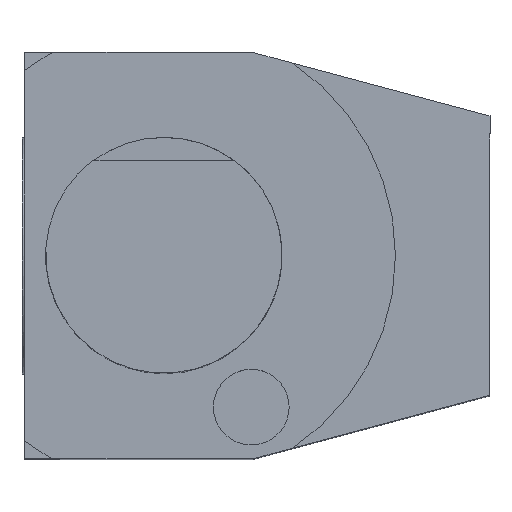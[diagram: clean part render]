
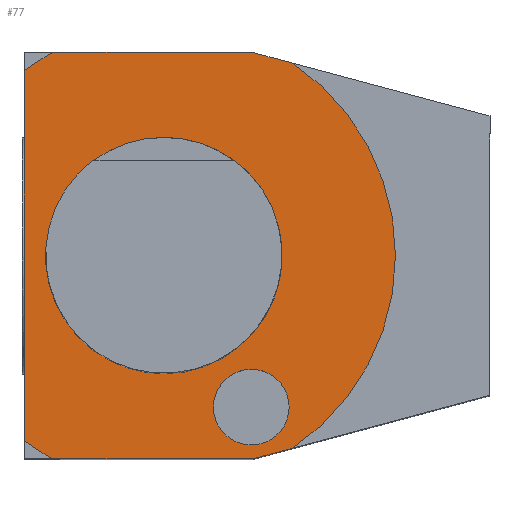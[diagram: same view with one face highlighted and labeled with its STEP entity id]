
A CAD part, top view. The second image highlights one B-rep face of the part: STEP entity #77.
In plain terms, the highlighted planar face has unit normal (0, 0, 1).
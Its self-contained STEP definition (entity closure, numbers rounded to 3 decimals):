
#77=ADVANCED_FACE('',(#246,#247,#248),#115,.F.);
#115=PLANE('',#684);
#138=LINE('',#951,#192);
#139=LINE('',#956,#193);
#140=LINE('',#960,#194);
#141=LINE('',#962,#195);
#142=LINE('',#966,#196);
#192=VECTOR('',#757,1.);
#193=VECTOR('',#760,1.);
#194=VECTOR('',#763,1.);
#195=VECTOR('',#764,1.);
#196=VECTOR('',#767,1.);
#246=FACE_BOUND('',#265,.T.);
#247=FACE_BOUND('',#266,.T.);
#248=FACE_BOUND('',#267,.T.);
#265=EDGE_LOOP('',(#313));
#266=EDGE_LOOP('',(#314,#315,#316,#317,#318,#319,#320,#321));
#267=EDGE_LOOP('',(#322));
#313=ORIENTED_EDGE('',*,*,#542,.T.);
#314=ORIENTED_EDGE('',*,*,#543,.T.);
#315=ORIENTED_EDGE('',*,*,#544,.F.);
#316=ORIENTED_EDGE('',*,*,#545,.T.);
#317=ORIENTED_EDGE('',*,*,#546,.F.);
#318=ORIENTED_EDGE('',*,*,#547,.T.);
#319=ORIENTED_EDGE('',*,*,#548,.T.);
#320=ORIENTED_EDGE('',*,*,#549,.F.);
#321=ORIENTED_EDGE('',*,*,#550,.T.);
#322=ORIENTED_EDGE('',*,*,#551,.F.);
#483=VERTEX_POINT('',#950);
#484=VERTEX_POINT('',#952);
#485=VERTEX_POINT('',#953);
#486=VERTEX_POINT('',#955);
#487=VERTEX_POINT('',#957);
#488=VERTEX_POINT('',#959);
#489=VERTEX_POINT('',#961);
#490=VERTEX_POINT('',#963);
#491=VERTEX_POINT('',#965);
#492=VERTEX_POINT('',#968);
#542=EDGE_CURVE('',#483,#483,#627,.T.);
#543=EDGE_CURVE('',#484,#485,#138,.T.);
#544=EDGE_CURVE('',#486,#485,#628,.T.);
#545=EDGE_CURVE('',#486,#487,#139,.T.);
#546=EDGE_CURVE('',#488,#487,#629,.T.);
#547=EDGE_CURVE('',#488,#489,#140,.T.);
#548=EDGE_CURVE('',#489,#490,#141,.T.);
#549=EDGE_CURVE('',#491,#490,#630,.T.);
#550=EDGE_CURVE('',#491,#484,#142,.T.);
#551=EDGE_CURVE('',#492,#492,#631,.T.);
#627=CIRCLE('',#679,24.996);
#628=CIRCLE('',#680,49.);
#629=CIRCLE('',#681,49.);
#630=CIRCLE('',#682,49.);
#631=CIRCLE('',#683,8.007);
#679=AXIS2_PLACEMENT_3D('',#949,#755,#756);
#680=AXIS2_PLACEMENT_3D('',#954,#758,#759);
#681=AXIS2_PLACEMENT_3D('',#958,#761,#762);
#682=AXIS2_PLACEMENT_3D('',#964,#765,#766);
#683=AXIS2_PLACEMENT_3D('',#967,#768,#769);
#684=AXIS2_PLACEMENT_3D('',#969,#770,#771);
#755=DIRECTION('',(0.,0.,-1.));
#756=DIRECTION('',(0.,-1.,0.));
#757=DIRECTION('',(-1.,0.,0.));
#758=DIRECTION('',(0.,0.,-1.));
#759=DIRECTION('',(0.,1.,0.));
#760=DIRECTION('',(0.,-1.,0.));
#761=DIRECTION('',(0.,0.,-1.));
#762=DIRECTION('',(0.,1.,0.));
#763=DIRECTION('',(1.,0.,0.));
#764=DIRECTION('',(0.966,0.259,0.));
#765=DIRECTION('',(0.,0.,-1.));
#766=DIRECTION('',(0.,1.,0.));
#767=DIRECTION('',(-0.966,0.259,0.));
#768=DIRECTION('',(0.,0.,1.));
#769=DIRECTION('',(0.,-1.,0.));
#770=DIRECTION('',(0.,0.,-1.));
#771=DIRECTION('',(0.,1.,0.));
#949=CARTESIAN_POINT('',(0.,0.,0.));
#950=CARTESIAN_POINT('',(0.,-24.996,0.));
#951=CARTESIAN_POINT('',(0.,43.,0.));
#952=CARTESIAN_POINT('',(18.798,43.,0.));
#953=CARTESIAN_POINT('',(-23.495,43.,0.));
#954=CARTESIAN_POINT('',(0.,0.,0.));
#955=CARTESIAN_POINT('',(-29.5,39.125,0.));
#956=CARTESIAN_POINT('',(-29.5,49.,0.));
#957=CARTESIAN_POINT('',(-29.5,-39.125,0.));
#958=CARTESIAN_POINT('',(0.,0.,0.));
#959=CARTESIAN_POINT('',(-23.495,-43.,0.));
#960=CARTESIAN_POINT('',(0.,-43.,0.));
#961=CARTESIAN_POINT('',(18.798,-43.,0.));
#962=CARTESIAN_POINT('',(24.259,-41.537,0.));
#963=CARTESIAN_POINT('',(27.222,-40.743,0.));
#964=CARTESIAN_POINT('',(0.,0.,0.));
#965=CARTESIAN_POINT('',(27.222,40.743,0.));
#966=CARTESIAN_POINT('',(-0.241,48.101,0.));
#967=CARTESIAN_POINT('',(18.5,-32.043,0.));
#968=CARTESIAN_POINT('',(18.5,-40.05,0.));
#969=CARTESIAN_POINT('',(0.,49.,0.));
